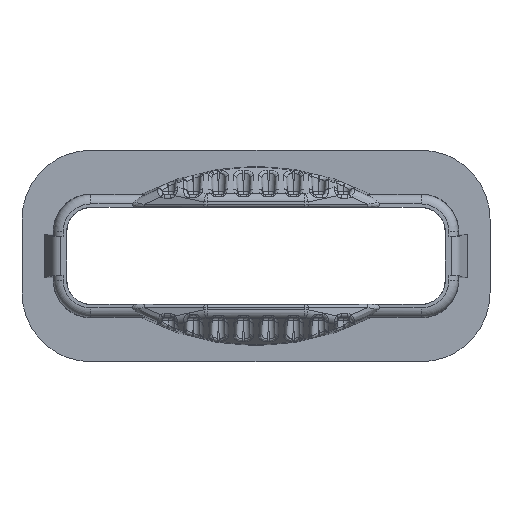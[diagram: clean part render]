
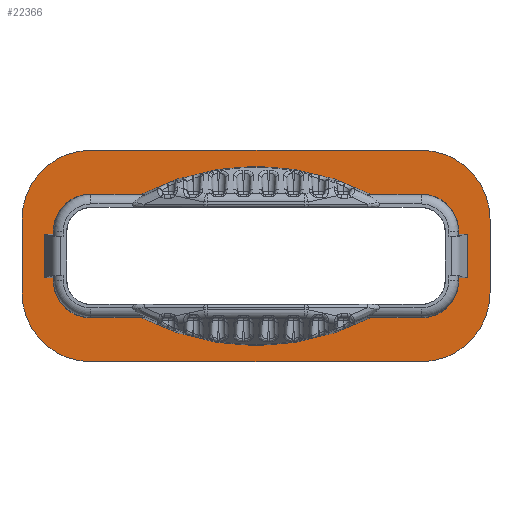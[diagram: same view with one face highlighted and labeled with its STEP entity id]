
A CAD part, top view. The second image highlights one B-rep face of the part: STEP entity #22366.
In plain terms, the highlighted planar face has unit normal (0, 0, 1).
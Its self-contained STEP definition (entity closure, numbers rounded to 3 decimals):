
#134=DIRECTION('',(0.,-1.,0.));
#135=VECTOR('',#134,7.8);
#136=CARTESIAN_POINT('',(32.4,3.9,0.));
#137=LINE('',#136,#135);
#3202=DIRECTION('',(-1.,0.,0.));
#3203=VECTOR('',#3202,52.8);
#3204=CARTESIAN_POINT('',(26.4,-9.9,0.));
#3205=LINE('',#3204,#3203);
#5804=DIRECTION('',(0.,1.,0.));
#5805=VECTOR('',#5804,11.8);
#5806=CARTESIAN_POINT('',(-37.4,-5.9,0.));
#5807=LINE('',#5806,#5805);
#5808=CARTESIAN_POINT('',(-26.4,5.9,0.));
#5809=DIRECTION('',(0.,0.,-1.));
#5810=DIRECTION('',(-1.,0.,0.));
#5811=AXIS2_PLACEMENT_3D('',#5808,#5809,#5810);
#5813=DIRECTION('',(1.,0.,0.));
#5814=VECTOR('',#5813,52.8);
#5815=CARTESIAN_POINT('',(-26.4,16.9,0.));
#5816=LINE('',#5815,#5814);
#5817=CARTESIAN_POINT('',(26.4,5.9,0.));
#5818=DIRECTION('',(0.,0.,-1.));
#5819=DIRECTION('',(0.,1.,0.));
#5820=AXIS2_PLACEMENT_3D('',#5817,#5818,#5819);
#5822=CARTESIAN_POINT('',(26.4,-5.9,0.));
#5823=DIRECTION('',(0.,0.,-1.));
#5824=DIRECTION('',(1.,0.,0.));
#5825=AXIS2_PLACEMENT_3D('',#5822,#5823,#5824);
#5827=CARTESIAN_POINT('',(-26.4,-5.9,0.));
#5828=DIRECTION('',(0.,0.,-1.));
#5829=DIRECTION('',(0.,-1.,0.));
#5830=AXIS2_PLACEMENT_3D('',#5827,#5828,#5829);
#5832=CARTESIAN_POINT('',(-26.4,-3.9,0.));
#5833=DIRECTION('',(0.,0.,1.));
#5834=DIRECTION('',(-1.,0.,0.));
#5835=AXIS2_PLACEMENT_3D('',#5832,#5833,#5834);
#5837=CARTESIAN_POINT('',(26.4,-3.9,0.));
#5838=DIRECTION('',(0.,0.,1.));
#5839=DIRECTION('',(0.,-1.,0.));
#5840=AXIS2_PLACEMENT_3D('',#5837,#5838,#5839);
#5842=CARTESIAN_POINT('',(26.4,3.9,0.));
#5843=DIRECTION('',(0.,0.,1.));
#5844=DIRECTION('',(1.,0.,0.));
#5845=AXIS2_PLACEMENT_3D('',#5842,#5843,#5844);
#5847=DIRECTION('',(-1.,0.,0.));
#5848=VECTOR('',#5847,52.8);
#5849=CARTESIAN_POINT('',(26.4,9.9,0.));
#5850=LINE('',#5849,#5848);
#5851=CARTESIAN_POINT('',(-26.4,3.9,0.));
#5852=DIRECTION('',(0.,0.,1.));
#5853=DIRECTION('',(0.,1.,0.));
#5854=AXIS2_PLACEMENT_3D('',#5851,#5852,#5853);
#5856=DIRECTION('',(0.,-1.,0.));
#5857=VECTOR('',#5856,7.8);
#5858=CARTESIAN_POINT('',(-32.4,3.9,0.));
#5859=LINE('',#5858,#5857);
#5931=DIRECTION('',(1.,0.,0.));
#5932=VECTOR('',#5931,52.8);
#5933=CARTESIAN_POINT('',(-26.4,-16.9,0.));
#5934=LINE('',#5933,#5932);
#5943=DIRECTION('',(0.,1.,0.));
#5944=VECTOR('',#5943,11.8);
#5945=CARTESIAN_POINT('',(37.4,-5.9,0.));
#5946=LINE('',#5945,#5944);
#7937=CARTESIAN_POINT('',(32.4,3.9,0.));
#7938=VERTEX_POINT('',#7937);
#7939=CARTESIAN_POINT('',(32.4,-3.9,0.));
#7940=VERTEX_POINT('',#7939);
#7952=CARTESIAN_POINT('',(-26.4,9.9,0.));
#7953=VERTEX_POINT('',#7952);
#7954=CARTESIAN_POINT('',(26.4,9.9,0.));
#7955=VERTEX_POINT('',#7954);
#8448=CARTESIAN_POINT('',(26.4,-9.9,0.));
#8449=VERTEX_POINT('',#8448);
#8450=CARTESIAN_POINT('',(-26.4,-9.9,0.));
#8451=VERTEX_POINT('',#8450);
#8834=CARTESIAN_POINT('',(-37.4,-5.9,0.));
#8835=CARTESIAN_POINT('',(-37.4,5.9,0.));
#8836=VERTEX_POINT('',#8834);
#8837=VERTEX_POINT('',#8835);
#8838=CARTESIAN_POINT('',(-26.4,16.9,0.));
#8839=VERTEX_POINT('',#8838);
#8840=CARTESIAN_POINT('',(26.4,16.9,0.));
#8841=VERTEX_POINT('',#8840);
#8842=CARTESIAN_POINT('',(37.4,5.9,0.));
#8843=VERTEX_POINT('',#8842);
#8844=CARTESIAN_POINT('',(37.4,-5.9,0.));
#8845=VERTEX_POINT('',#8844);
#8846=CARTESIAN_POINT('',(26.4,-16.9,0.));
#8847=VERTEX_POINT('',#8846);
#8848=CARTESIAN_POINT('',(-26.4,-16.9,0.));
#8849=VERTEX_POINT('',#8848);
#8850=CARTESIAN_POINT('',(-32.4,-3.9,0.));
#8851=VERTEX_POINT('',#8850);
#8852=CARTESIAN_POINT('',(-32.4,3.9,0.));
#8853=VERTEX_POINT('',#8852);
#22329=CARTESIAN_POINT('',(26.4,3.9,0.));
#22330=DIRECTION('',(0.,0.,-1.));
#22331=DIRECTION('',(-1.,0.,0.));
#22332=AXIS2_PLACEMENT_3D('',#22329,#22330,#22331);
#22333=PLANE('',#22332);
#22335=ORIENTED_EDGE('',*,*,#22334,.T.);
#22337=ORIENTED_EDGE('',*,*,#22336,.T.);
#22339=ORIENTED_EDGE('',*,*,#22338,.T.);
#22341=ORIENTED_EDGE('',*,*,#22340,.T.);
#22343=ORIENTED_EDGE('',*,*,#22342,.F.);
#22345=ORIENTED_EDGE('',*,*,#22344,.T.);
#22347=ORIENTED_EDGE('',*,*,#22346,.F.);
#22349=ORIENTED_EDGE('',*,*,#22348,.T.);
#22350=EDGE_LOOP('',(#22335,#22337,#22339,#22341,#22343,#22345,#22347,#22349));
#22351=FACE_OUTER_BOUND('',#22350,.F.);
#22353=ORIENTED_EDGE('',*,*,#22352,.T.);
#22354=ORIENTED_EDGE('',*,*,#16336,.F.);
#22355=ORIENTED_EDGE('',*,*,#22322,.T.);
#22356=ORIENTED_EDGE('',*,*,#9371,.F.);
#22358=ORIENTED_EDGE('',*,*,#22357,.T.);
#22359=ORIENTED_EDGE('',*,*,#9436,.T.);
#22361=ORIENTED_EDGE('',*,*,#22360,.T.);
#22363=ORIENTED_EDGE('',*,*,#22362,.T.);
#22364=EDGE_LOOP('',(#22353,#22354,#22355,#22356,#22358,#22359,#22361,#22363));
#22365=FACE_BOUND('',#22364,.F.);
#22366=ADVANCED_FACE('',(#22351,#22365),#22333,.F.);
#5812=CIRCLE('',#5811,11.);
#5821=CIRCLE('',#5820,11.);
#5826=CIRCLE('',#5825,11.);
#5831=CIRCLE('',#5830,11.);
#5836=CIRCLE('',#5835,6.);
#5841=CIRCLE('',#5840,6.);
#5846=CIRCLE('',#5845,6.);
#5855=CIRCLE('',#5854,6.);
#9371=EDGE_CURVE('',#7938,#7940,#137,.T.);
#9436=EDGE_CURVE('',#7955,#7953,#5850,.T.);
#16336=EDGE_CURVE('',#8449,#8451,#3205,.T.);
#22322=EDGE_CURVE('',#8449,#7940,#5841,.T.);
#22334=EDGE_CURVE('',#8836,#8837,#5807,.T.);
#22336=EDGE_CURVE('',#8837,#8839,#5812,.T.);
#22338=EDGE_CURVE('',#8839,#8841,#5816,.T.);
#22340=EDGE_CURVE('',#8841,#8843,#5821,.T.);
#22342=EDGE_CURVE('',#8845,#8843,#5946,.T.);
#22344=EDGE_CURVE('',#8845,#8847,#5826,.T.);
#22346=EDGE_CURVE('',#8849,#8847,#5934,.T.);
#22348=EDGE_CURVE('',#8849,#8836,#5831,.T.);
#22352=EDGE_CURVE('',#8851,#8451,#5836,.T.);
#22357=EDGE_CURVE('',#7938,#7955,#5846,.T.);
#22360=EDGE_CURVE('',#7953,#8853,#5855,.T.);
#22362=EDGE_CURVE('',#8853,#8851,#5859,.T.);
